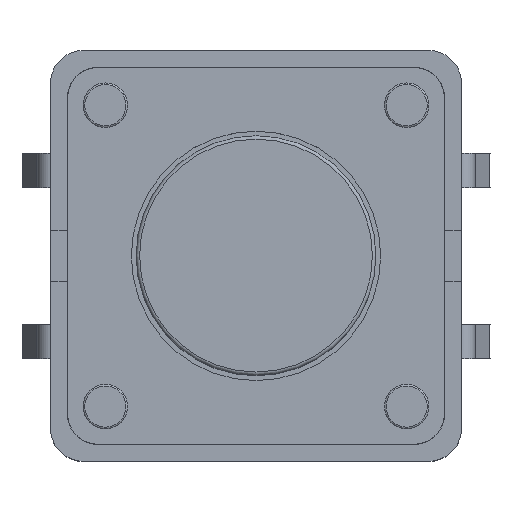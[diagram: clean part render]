
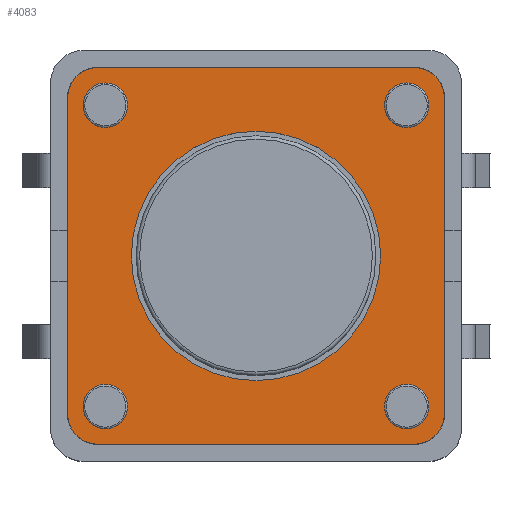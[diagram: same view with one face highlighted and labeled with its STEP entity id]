
A CAD part, top view. The second image highlights one B-rep face of the part: STEP entity #4083.
In plain terms, the highlighted planar face has unit normal (0, 0, 1).
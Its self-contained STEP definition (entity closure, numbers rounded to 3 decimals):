
#2881 = VERTEX_POINT('',#2882);
#2882 = CARTESIAN_POINT('',(11.75,-7.12,3.5));
#2888 = EDGE_CURVE('',#2881,#2889,#2891,.T.);
#2889 = VERTEX_POINT('',#2890);
#2890 = CARTESIAN_POINT('',(11.75,2.12,3.5));
#2891 = LINE('',#2892,#2893);
#2892 = CARTESIAN_POINT('',(11.75,-8.,3.5));
#2893 = VECTOR('',#2894,1.);
#2894 = DIRECTION('',(0.,1.,0.));
#2912 = VERTEX_POINT('',#2913);
#2913 = CARTESIAN_POINT('',(10.87,3.,3.5));
#2919 = EDGE_CURVE('',#2889,#2912,#2920,.T.);
#2920 = CIRCLE('',#2921,0.88);
#2921 = AXIS2_PLACEMENT_3D('',#2922,#2923,#2924);
#2922 = CARTESIAN_POINT('',(10.87,2.12,3.5));
#2923 = DIRECTION('',(0.,0.,1.));
#2924 = DIRECTION('',(1.,0.,0.));
#2937 = EDGE_CURVE('',#2912,#2938,#2940,.T.);
#2938 = VERTEX_POINT('',#2939);
#2939 = CARTESIAN_POINT('',(1.63,3.,3.5));
#2940 = LINE('',#2941,#2942);
#2941 = CARTESIAN_POINT('',(11.75,3.,3.5));
#2942 = VECTOR('',#2943,1.);
#2943 = DIRECTION('',(-1.,0.,0.));
#2961 = VERTEX_POINT('',#2962);
#2962 = CARTESIAN_POINT('',(0.75,2.12,3.5));
#2968 = EDGE_CURVE('',#2938,#2961,#2969,.T.);
#2969 = CIRCLE('',#2970,0.88);
#2970 = AXIS2_PLACEMENT_3D('',#2971,#2972,#2973);
#2971 = CARTESIAN_POINT('',(1.63,2.12,3.5));
#2972 = DIRECTION('',(0.,0.,1.));
#2973 = DIRECTION('',(1.,0.,0.));
#2986 = EDGE_CURVE('',#2961,#2987,#2989,.T.);
#2987 = VERTEX_POINT('',#2988);
#2988 = CARTESIAN_POINT('',(0.75,-7.12,3.5));
#2989 = LINE('',#2990,#2991);
#2990 = CARTESIAN_POINT('',(0.75,3.,3.5));
#2991 = VECTOR('',#2992,1.);
#2992 = DIRECTION('',(0.,-1.,0.));
#3010 = VERTEX_POINT('',#3011);
#3011 = CARTESIAN_POINT('',(1.63,-8.,3.5));
#3017 = EDGE_CURVE('',#2987,#3010,#3018,.T.);
#3018 = CIRCLE('',#3019,0.88);
#3019 = AXIS2_PLACEMENT_3D('',#3020,#3021,#3022);
#3020 = CARTESIAN_POINT('',(1.63,-7.12,3.5));
#3021 = DIRECTION('',(0.,0.,1.));
#3022 = DIRECTION('',(1.,0.,0.));
#3035 = EDGE_CURVE('',#3010,#3036,#3038,.T.);
#3036 = VERTEX_POINT('',#3037);
#3037 = CARTESIAN_POINT('',(10.87,-8.,3.5));
#3038 = LINE('',#3039,#3040);
#3039 = CARTESIAN_POINT('',(0.75,-8.,3.5));
#3040 = VECTOR('',#3041,1.);
#3041 = DIRECTION('',(1.,0.,0.));
#3059 = EDGE_CURVE('',#2881,#3036,#3060,.T.);
#3060 = CIRCLE('',#3061,0.88);
#3061 = AXIS2_PLACEMENT_3D('',#3062,#3063,#3064);
#3062 = CARTESIAN_POINT('',(10.87,-7.12,3.5));
#3063 = DIRECTION('',(0.,0.,-1.));
#3064 = DIRECTION('',(1.,0.,0.));
#4083 = ADVANCED_FACE('',(#4084,#4094,#4105,#4116,#4127,#4138),#4149,.T.
);
#4084 = FACE_BOUND('',#4085,.T.);
#4085 = EDGE_LOOP('',(#4086,#4087,#4088,#4089,#4090,#4091,#4092,#4093));
#4086 = ORIENTED_EDGE('',*,*,#2888,.T.);
#4087 = ORIENTED_EDGE('',*,*,#2919,.T.);
#4088 = ORIENTED_EDGE('',*,*,#2937,.T.);
#4089 = ORIENTED_EDGE('',*,*,#2968,.T.);
#4090 = ORIENTED_EDGE('',*,*,#2986,.T.);
#4091 = ORIENTED_EDGE('',*,*,#3017,.T.);
#4092 = ORIENTED_EDGE('',*,*,#3035,.T.);
#4093 = ORIENTED_EDGE('',*,*,#3059,.F.);
#4094 = FACE_BOUND('',#4095,.T.);
#4095 = EDGE_LOOP('',(#4096));
#4096 = ORIENTED_EDGE('',*,*,#4097,.T.);
#4097 = EDGE_CURVE('',#4098,#4098,#4100,.T.);
#4098 = VERTEX_POINT('',#4099);
#4099 = CARTESIAN_POINT('',(1.85,-7.55,3.5));
#4100 = CIRCLE('',#4101,0.65);
#4101 = AXIS2_PLACEMENT_3D('',#4102,#4103,#4104);
#4102 = CARTESIAN_POINT('',(1.85,-6.9,3.5));
#4103 = DIRECTION('',(0.,0.,-1.));
#4104 = DIRECTION('',(0.,-1.,0.));
#4105 = FACE_BOUND('',#4106,.T.);
#4106 = EDGE_LOOP('',(#4107));
#4107 = ORIENTED_EDGE('',*,*,#4108,.T.);
#4108 = EDGE_CURVE('',#4109,#4109,#4111,.T.);
#4109 = VERTEX_POINT('',#4110);
#4110 = CARTESIAN_POINT('',(10.65,-7.55,3.5));
#4111 = CIRCLE('',#4112,0.65);
#4112 = AXIS2_PLACEMENT_3D('',#4113,#4114,#4115);
#4113 = CARTESIAN_POINT('',(10.65,-6.9,3.5));
#4114 = DIRECTION('',(0.,0.,-1.));
#4115 = DIRECTION('',(0.,-1.,0.));
#4116 = FACE_BOUND('',#4117,.T.);
#4117 = EDGE_LOOP('',(#4118));
#4118 = ORIENTED_EDGE('',*,*,#4119,.F.);
#4119 = EDGE_CURVE('',#4120,#4120,#4122,.T.);
#4120 = VERTEX_POINT('',#4121);
#4121 = CARTESIAN_POINT('',(6.25,1.14,3.5));
#4122 = CIRCLE('',#4123,3.64);
#4123 = AXIS2_PLACEMENT_3D('',#4124,#4125,#4126);
#4124 = CARTESIAN_POINT('',(6.25,-2.5,3.5));
#4125 = DIRECTION('',(0.,0.,1.));
#4126 = DIRECTION('',(0.,1.,0.));
#4127 = FACE_BOUND('',#4128,.T.);
#4128 = EDGE_LOOP('',(#4129));
#4129 = ORIENTED_EDGE('',*,*,#4130,.T.);
#4130 = EDGE_CURVE('',#4131,#4131,#4133,.T.);
#4131 = VERTEX_POINT('',#4132);
#4132 = CARTESIAN_POINT('',(10.65,2.55,3.5));
#4133 = CIRCLE('',#4134,0.65);
#4134 = AXIS2_PLACEMENT_3D('',#4135,#4136,#4137);
#4135 = CARTESIAN_POINT('',(10.65,1.9,3.5));
#4136 = DIRECTION('',(0.,0.,-1.));
#4137 = DIRECTION('',(0.,1.,0.));
#4138 = FACE_BOUND('',#4139,.T.);
#4139 = EDGE_LOOP('',(#4140));
#4140 = ORIENTED_EDGE('',*,*,#4141,.T.);
#4141 = EDGE_CURVE('',#4142,#4142,#4144,.T.);
#4142 = VERTEX_POINT('',#4143);
#4143 = CARTESIAN_POINT('',(1.85,2.55,3.5));
#4144 = CIRCLE('',#4145,0.65);
#4145 = AXIS2_PLACEMENT_3D('',#4146,#4147,#4148);
#4146 = CARTESIAN_POINT('',(1.85,1.9,3.5));
#4147 = DIRECTION('',(0.,0.,-1.));
#4148 = DIRECTION('',(0.,1.,0.));
#4149 = PLANE('',#4150);
#4150 = AXIS2_PLACEMENT_3D('',#4151,#4152,#4153);
#4151 = CARTESIAN_POINT('',(6.25,-2.5,3.5));
#4152 = DIRECTION('',(0.,0.,1.));
#4153 = DIRECTION('',(0.,1.,0.));
